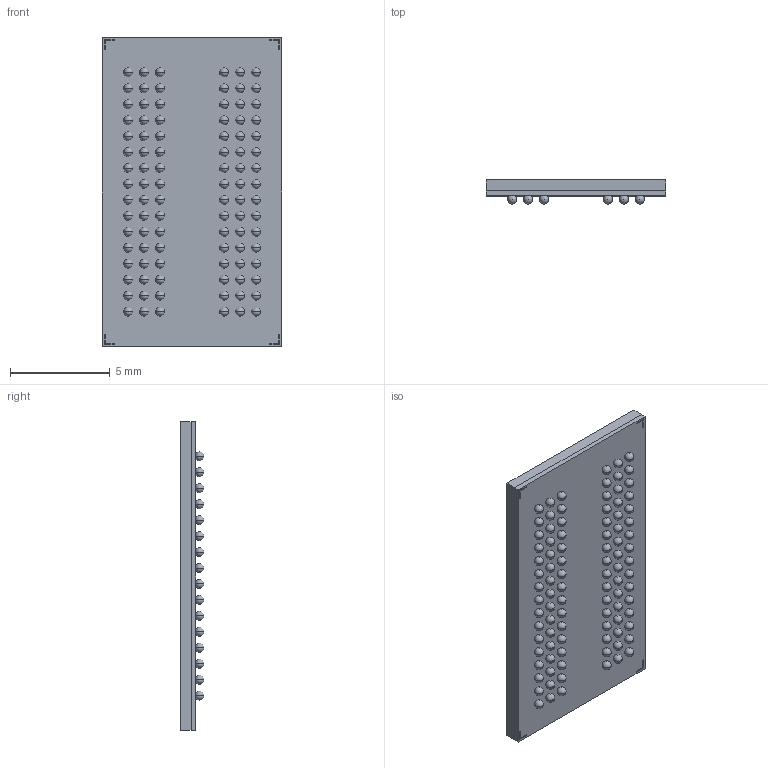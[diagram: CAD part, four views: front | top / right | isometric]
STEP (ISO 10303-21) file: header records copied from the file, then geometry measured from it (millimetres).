
FILE_DESCRIPTION (( 'STEP AP214' ), '1' );
FILE_NAME ('User Library-FBGA96-15.5x9.STEP', '2020-02-10T03:21:22', ( '' ), ( '' ), 'SwSTEP 2.0', 'SolidWorks 2019', '' );
FILE_SCHEMA (( 'AUTOMOTIVE_DESIGN' ));
Length unit declared in the file: millimetre
Products named in the file (1): User Library-FBGA96-15.5x9
Bounding box: 9 x 1.2 x 15.5 mm (x, y, z)
Volume: 116 mm3; surface area: 366.5 mm2
Topology: 1 solids, 1 shells, 207 faces, 910 edges, 614 vertices
Faces by surface type: sphere 192, plane 15
Entity records: 8225 total; most frequent: DIRECTION 1232, CARTESIAN_POINT 964, ORIENTED_EDGE 860, AXIS2_PLACEMENT_3D 594, EDGE_CURVE 430, CIRCLE 386, VERTEX_POINT 326, EDGE_LOOP 308
